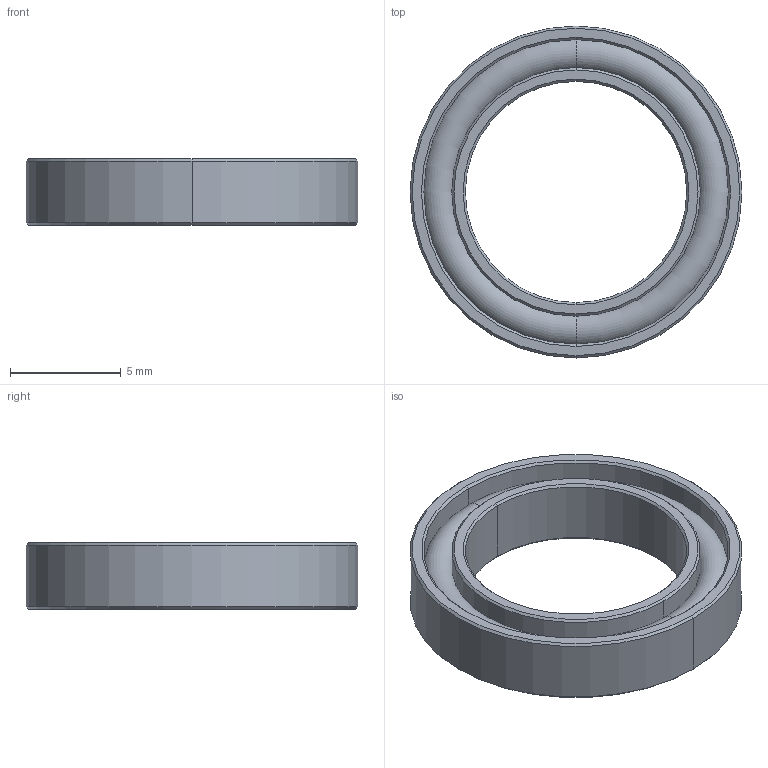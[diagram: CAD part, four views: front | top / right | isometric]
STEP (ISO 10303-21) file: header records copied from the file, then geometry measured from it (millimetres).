
FILE_DESCRIPTION((''),'2;1');
FILE_NAME('RMB_UL_1015X','2021-10-19T14:05:30',('silo-mech'),(''),'CREO PARAMETRIC BY PTC INC, 2020454','CREO PARAMETRIC BY PTC INC, 2020454','');
FILE_SCHEMA(('CONFIG_CONTROL_DESIGN'));
Length unit declared in the file: millimetre
Products named in the file (1): RMB_UL_1015X
Bounding box: 15 x 15 x 3 mm (x, y, z)
Volume: 213 mm3; surface area: 590.2 mm2
Topology: 1 solids, 1 shells, 36 faces, 72 edges, 40 vertices
Faces by surface type: cone 16, cylinder 12, plane 4, torus 4
Entity records: 970 total; most frequent: DIRECTION 188, CARTESIAN_POINT 148, ORIENTED_EDGE 144, AXIS2_PLACEMENT_3D 80, EDGE_CURVE 72, CIRCLE 44, VERTEX_POINT 40, EDGE_LOOP 40
